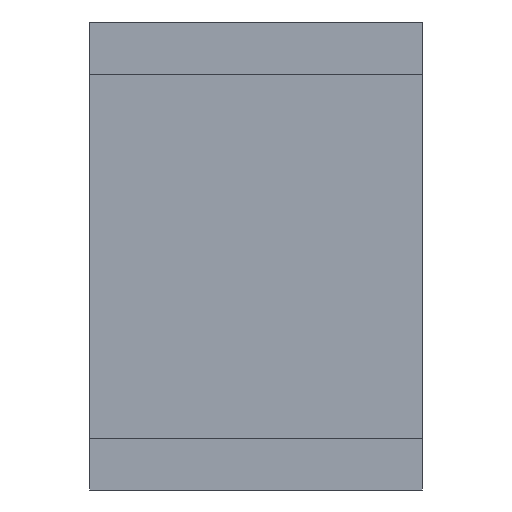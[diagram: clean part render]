
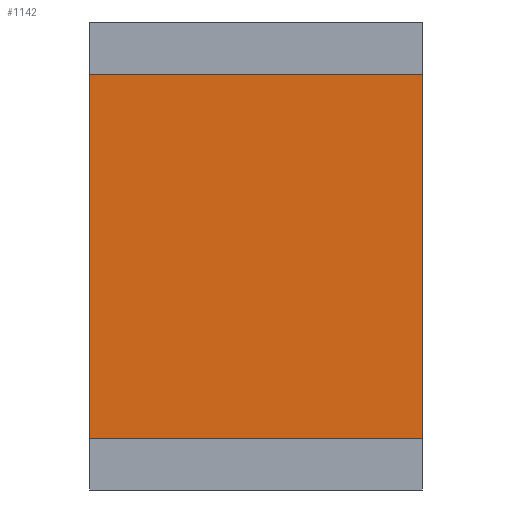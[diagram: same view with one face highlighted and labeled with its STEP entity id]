
A CAD part, front view. The second image highlights one B-rep face of the part: STEP entity #1142.
In plain terms, the highlighted planar face has unit normal (0, -1, 0).
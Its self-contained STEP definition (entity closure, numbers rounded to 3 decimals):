
#22 = EDGE_CURVE ( 'NONE', #2975, #1849, #3431, .T. ) ;
#278 = EDGE_CURVE ( 'NONE', #4680, #2975, #1855, .T. ) ;
#302 = AXIS2_PLACEMENT_3D ( 'NONE', #2825, #481, #2071 ) ;
#481 = DIRECTION ( 'NONE',  ( 0., 1., 0. ) ) ;
#622 = CARTESIAN_POINT ( 'NONE',  ( -1.6, -0.29, 2.24 ) ) ;
#646 = EDGE_CURVE ( 'NONE', #3220, #4680, #2442, .T. ) ;
#900 = EDGE_LOOP ( 'NONE', ( #1379, #4054, #1887, #3199 ) ) ;
#1142 = ADVANCED_FACE ( 'NONE', ( #4235 ), #3794, .F. ) ;
#1379 = ORIENTED_EDGE ( 'NONE', *, *, #646, .F. ) ;
#1446 = DIRECTION ( 'NONE',  ( -1., 0., 0. ) ) ;
#1588 = VECTOR ( 'NONE', #1446, 1000. ) ;
#1635 = LINE ( 'NONE', #2792, #4189 ) ;
#1849 = VERTEX_POINT ( 'NONE', #622 ) ;
#1855 = LINE ( 'NONE', #2682, #1588 ) ;
#1887 = ORIENTED_EDGE ( 'NONE', *, *, #22, .F. ) ;
#2071 = DIRECTION ( 'NONE',  ( 0., 0., 1. ) ) ;
#2086 = CARTESIAN_POINT ( 'NONE',  ( 1.6, -0.29, -2.24 ) ) ;
#2240 = VECTOR ( 'NONE', #2668, 1000. ) ;
#2396 = CARTESIAN_POINT ( 'NONE',  ( -1.6, -0.29, 2.24 ) ) ;
#2442 = LINE ( 'NONE', #4728, #2542 ) ;
#2542 = VECTOR ( 'NONE', #3129, 1000. ) ;
#2668 = DIRECTION ( 'NONE',  ( 0., 0., 1. ) ) ;
#2682 = CARTESIAN_POINT ( 'NONE',  ( 6.117, -0.29, -2.24 ) ) ;
#2792 = CARTESIAN_POINT ( 'NONE',  ( 6.117, -0.29, 2.24 ) ) ;
#2825 = CARTESIAN_POINT ( 'NONE',  ( 6.117, -0.29, 2.24 ) ) ;
#2975 = VERTEX_POINT ( 'NONE', #3356 ) ;
#3129 = DIRECTION ( 'NONE',  ( 0., 0., -1. ) ) ;
#3152 = CARTESIAN_POINT ( 'NONE',  ( 1.6, -0.29, 2.24 ) ) ;
#3199 = ORIENTED_EDGE ( 'NONE', *, *, #278, .F. ) ;
#3220 = VERTEX_POINT ( 'NONE', #3152 ) ;
#3356 = CARTESIAN_POINT ( 'NONE',  ( -1.6, -0.29, -2.24 ) ) ;
#3431 = LINE ( 'NONE', #2396, #2240 ) ;
#3541 = EDGE_CURVE ( 'NONE', #3220, #1849, #1635, .T. ) ;
#3794 = PLANE ( 'NONE',  #302 ) ;
#4054 = ORIENTED_EDGE ( 'NONE', *, *, #3541, .T. ) ;
#4189 = VECTOR ( 'NONE', #4292, 1000. ) ;
#4235 = FACE_OUTER_BOUND ( 'NONE', #900, .T. ) ;
#4292 = DIRECTION ( 'NONE',  ( -1., 0., 0. ) ) ;
#4680 = VERTEX_POINT ( 'NONE', #2086 ) ;
#4728 = CARTESIAN_POINT ( 'NONE',  ( 1.6, -0.29, 2.24 ) ) ;
